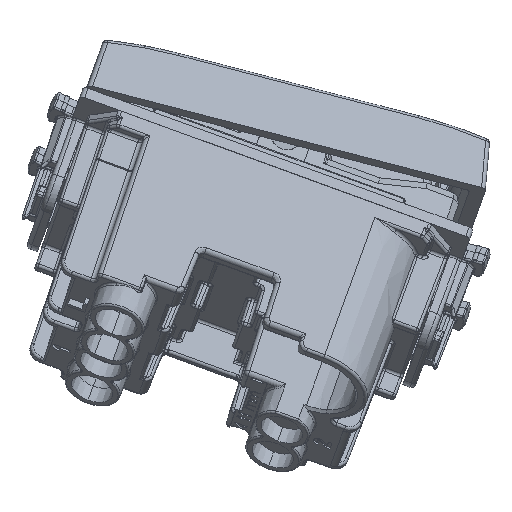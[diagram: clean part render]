
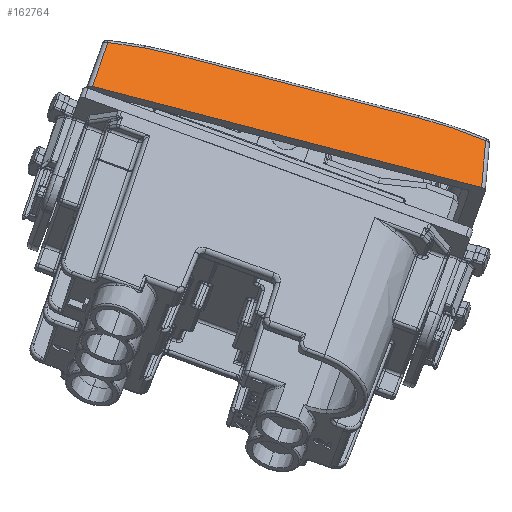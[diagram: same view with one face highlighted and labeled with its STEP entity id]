
A CAD part, left-side view. The second image highlights one B-rep face of the part: STEP entity #162764.
In plain terms, the highlighted face is planar.
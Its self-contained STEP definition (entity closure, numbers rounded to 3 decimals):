
#162631=CARTESIAN_POINT('Vertex',(-11.125,21.798,8.3)) ;
#162634=CARTESIAN_POINT('Line Origine',(-11.093,21.409,11.994)) ;
#162638=CARTESIAN_POINT('Vertex',(-11.072,21.164,14.329)) ;
#162717=CARTESIAN_POINT('Axis2P3D Location',(-11.125,-22.3,8.3)) ;
#162722=CARTESIAN_POINT('Line Origine',(-11.125,0.,8.3)) ;
#162726=CARTESIAN_POINT('Vertex',(-11.125,-21.798,8.3)) ;
#162730=CARTESIAN_POINT('Control Point',(-11.125,-21.798,8.3)) ;
#162731=CARTESIAN_POINT('Control Point',(-11.072,-21.164,14.329)) ;
#162732=CARTESIAN_POINT('Vertex',(-11.072,-21.164,14.329)) ;
#162736=CARTESIAN_POINT('Control Point',(-11.072,-21.164,14.329)) ;
#162737=CARTESIAN_POINT('Control Point',(-11.068,-18.616,14.778)) ;
#162738=CARTESIAN_POINT('Control Point',(-11.066,-16.028,15.004)) ;
#162739=CARTESIAN_POINT('Control Point',(-11.066,-13.441,15.004)) ;
#162740=CARTESIAN_POINT('Vertex',(-11.066,-13.441,15.004)) ;
#162743=CARTESIAN_POINT('Line Origine',(-11.066,0.,15.004)) ;
#162747=CARTESIAN_POINT('Vertex',(-11.066,13.441,15.004)) ;
#162751=CARTESIAN_POINT('Control Point',(-11.066,13.441,15.004)) ;
#162752=CARTESIAN_POINT('Control Point',(-11.066,16.028,15.004)) ;
#162753=CARTESIAN_POINT('Control Point',(-11.068,18.616,14.778)) ;
#162754=CARTESIAN_POINT('Control Point',(-11.072,21.164,14.329)) ;
#162635=DIRECTION('Vector Direction',(0.009,-0.105,0.994)) ;
#162718=DIRECTION('Axis2P3D Direction',(-1.,0.,0.009)) ;
#162719=DIRECTION('Axis2P3D XDirection',(0.,1.,0.)) ;
#162723=DIRECTION('Vector Direction',(0.,1.,0.)) ;
#162744=DIRECTION('Vector Direction',(0.,1.,0.)) ;
#162720=AXIS2_PLACEMENT_3D('Plane Axis2P3D',#162717,#162718,#162719) ;
#162757=ORIENTED_EDGE('',*,*,#162640,.F.) ;
#162758=ORIENTED_EDGE('',*,*,#162728,.F.) ;
#162759=ORIENTED_EDGE('',*,*,#162734,.F.) ;
#162760=ORIENTED_EDGE('',*,*,#162742,.F.) ;
#162761=ORIENTED_EDGE('',*,*,#162749,.F.) ;
#162762=ORIENTED_EDGE('',*,*,#162755,.F.) ;
#162636=VECTOR('Line Direction',#162635,1.) ;
#162724=VECTOR('Line Direction',#162723,1.) ;
#162745=VECTOR('Line Direction',#162744,1.) ;
#162764=ADVANCED_FACE('PartBody',(#162763),#162721,.T.) ;
#162729=B_SPLINE_CURVE_WITH_KNOTS('',1,(#162730,#162731),.UNSPECIFIED.,.F.,.U.,(2,2),(-3.714,2.348),.UNSPECIFIED.) ;
#162735=B_SPLINE_CURVE_WITH_KNOTS('',3,(#162736,#162737,#162738,#162739),.UNSPECIFIED.,.F.,.U.,(4,4),(13.885,24.925),.UNSPECIFIED.) ;
#162750=B_SPLINE_CURVE_WITH_KNOTS('',3,(#162751,#162752,#162753,#162754),.UNSPECIFIED.,.F.,.U.,(4,4),(38.981,50.021),.UNSPECIFIED.) ;
#162640=EDGE_CURVE('',#162632,#162639,#162637,.T.) ;
#162728=EDGE_CURVE('',#162727,#162632,#162725,.T.) ;
#162734=EDGE_CURVE('',#162733,#162727,#162729,.F.) ;
#162742=EDGE_CURVE('',#162741,#162733,#162735,.F.) ;
#162749=EDGE_CURVE('',#162748,#162741,#162746,.F.) ;
#162755=EDGE_CURVE('',#162639,#162748,#162750,.F.) ;
#162756=EDGE_LOOP('',(#162757,#162758,#162759,#162760,#162761,#162762)) ;
#162763=FACE_OUTER_BOUND('',#162756,.T.) ;
#162637=LINE('Line',#162634,#162636) ;
#162725=LINE('Line',#162722,#162724) ;
#162746=LINE('Line',#162743,#162745) ;
#162721=PLANE('',#162720) ;
#162632=VERTEX_POINT('',#162631) ;
#162639=VERTEX_POINT('',#162638) ;
#162727=VERTEX_POINT('',#162726) ;
#162733=VERTEX_POINT('',#162732) ;
#162741=VERTEX_POINT('',#162740) ;
#162748=VERTEX_POINT('',#162747) ;
